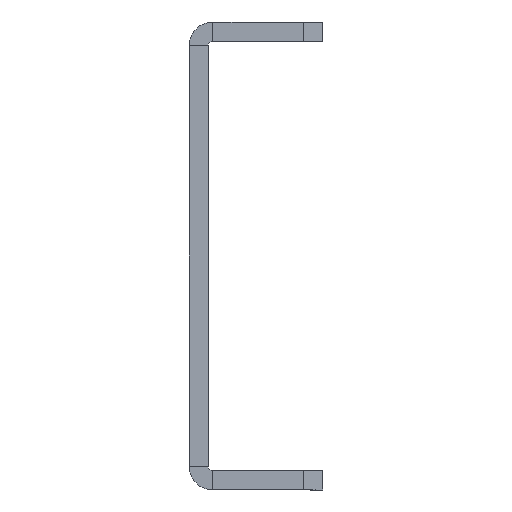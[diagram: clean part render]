
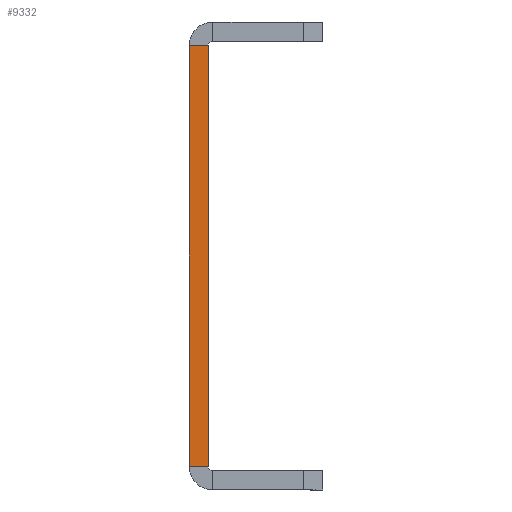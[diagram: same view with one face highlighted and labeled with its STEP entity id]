
A CAD part, left-side view. The second image highlights one B-rep face of the part: STEP entity #9332.
In plain terms, the highlighted planar face has unit normal (-1, 0, 0).
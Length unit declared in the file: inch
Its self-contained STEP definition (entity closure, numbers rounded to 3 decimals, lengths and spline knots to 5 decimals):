
#244 = CARTESIAN_POINT ( 'NONE',  ( 0., 0., -2.75 ) ) ;
#446 = VERTEX_POINT ( 'NONE', #5592 ) ;
#912 = EDGE_LOOP ( 'NONE', ( #4145, #7092, #3332, #7683 ) ) ;
#1165 = VECTOR ( 'NONE', #3121, 39.37008 ) ;
#1996 = DIRECTION ( 'NONE',  ( 0., 1., 0. ) ) ;
#3121 = DIRECTION ( 'NONE',  ( 0., 0., 1. ) ) ;
#3131 = DIRECTION ( 'NONE',  ( 0., 1., 0. ) ) ;
#3201 = FACE_OUTER_BOUND ( 'NONE', #912, .T. ) ;
#3259 = DIRECTION ( 'NONE',  ( 1., 0., 0. ) ) ;
#3332 = ORIENTED_EDGE ( 'NONE', *, *, #6612, .T. ) ;
#3513 = EDGE_CURVE ( 'NONE', #7898, #446, #8800, .T. ) ;
#4012 = CARTESIAN_POINT ( 'NONE',  ( 0., 0.125, -2.75 ) ) ;
#4059 = CARTESIAN_POINT ( 'NONE',  ( 0., 0.125, -2.75 ) ) ;
#4145 = ORIENTED_EDGE ( 'NONE', *, *, #6387, .F. ) ;
#4811 = DIRECTION ( 'NONE',  ( 0., 0., 1. ) ) ;
#4817 = LINE ( 'NONE', #9482, #11095 ) ;
#4958 = CARTESIAN_POINT ( 'NONE',  ( 0., 0.125, 0. ) ) ;
#5007 = EDGE_CURVE ( 'NONE', #12316, #9567, #9544, .T. ) ;
#5019 = PLANE ( 'NONE',  #5934 ) ;
#5592 = CARTESIAN_POINT ( 'NONE',  ( 0., 0., 0. ) ) ;
#5934 = AXIS2_PLACEMENT_3D ( 'NONE', #4958, #3259, #8056 ) ;
#6013 = LINE ( 'NONE', #4059, #9107 ) ;
#6387 = EDGE_CURVE ( 'NONE', #7898, #12316, #6013, .T. ) ;
#6612 = EDGE_CURVE ( 'NONE', #446, #9567, #4817, .T. ) ;
#6625 = CARTESIAN_POINT ( 'NONE',  ( 0., 0.125, 0. ) ) ;
#7092 = ORIENTED_EDGE ( 'NONE', *, *, #3513, .T. ) ;
#7323 = CARTESIAN_POINT ( 'NONE',  ( 0., 0.125, 0. ) ) ;
#7683 = ORIENTED_EDGE ( 'NONE', *, *, #5007, .F. ) ;
#7898 = VERTEX_POINT ( 'NONE', #9282 ) ;
#8056 = DIRECTION ( 'NONE',  ( 0., 0., 1. ) ) ;
#8800 = LINE ( 'NONE', #244, #1165 ) ;
#9107 = VECTOR ( 'NONE', #3131, 39.37008 ) ;
#9282 = CARTESIAN_POINT ( 'NONE',  ( 0., 0., -2.75 ) ) ;
#9332 = ADVANCED_FACE ( 'NONE', ( #3201 ), #5019, .F. ) ;
#9482 = CARTESIAN_POINT ( 'NONE',  ( 0., 0.125, 0. ) ) ;
#9544 = LINE ( 'NONE', #6625, #11998 ) ;
#9567 = VERTEX_POINT ( 'NONE', #7323 ) ;
#11095 = VECTOR ( 'NONE', #1996, 39.37008 ) ;
#11998 = VECTOR ( 'NONE', #4811, 39.37008 ) ;
#12316 = VERTEX_POINT ( 'NONE', #4012 ) ;
